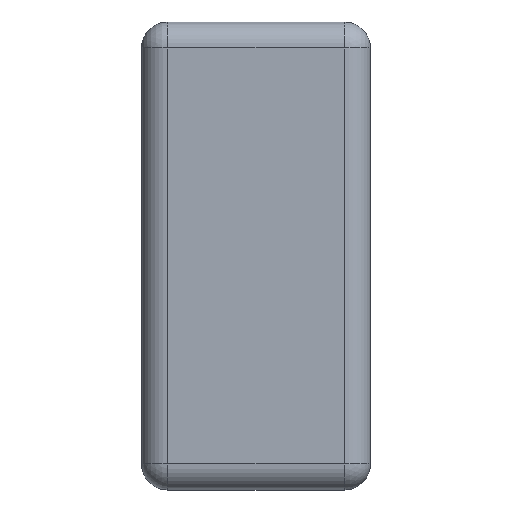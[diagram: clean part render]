
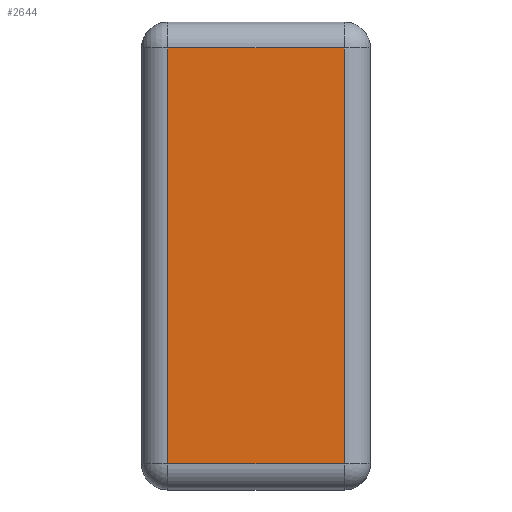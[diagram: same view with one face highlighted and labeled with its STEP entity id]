
A CAD part, left-side view. The second image highlights one B-rep face of the part: STEP entity #2644.
In plain terms, the highlighted face is planar.
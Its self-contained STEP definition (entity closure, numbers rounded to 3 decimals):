
#12 = CARTESIAN_POINT ( 'NONE',  ( 0.1, 0., 0. ) ) ;
#52 = EDGE_CURVE ( 'NONE', #2606, #2581, #852, .T. ) ;
#77 = ORIENTED_EDGE ( 'NONE', *, *, #2399, .T. ) ;
#145 = VERTEX_POINT ( 'NONE', #2640 ) ;
#150 = CARTESIAN_POINT ( 'NONE',  ( 0.1, 0.1, 0. ) ) ;
#255 = CARTESIAN_POINT ( 'NONE',  ( 0.1, 0., -0.1 ) ) ;
#303 = LINE ( 'NONE', #150, #1643 ) ;
#374 = DIRECTION ( 'NONE',  ( -1., 0., 0. ) ) ;
#799 = CARTESIAN_POINT ( 'NONE',  ( 0.1, 0.78, -0.1 ) ) ;
#852 = LINE ( 'NONE', #255, #1691 ) ;
#984 = DIRECTION ( 'NONE',  ( 0., -1., 0. ) ) ;
#1176 = EDGE_CURVE ( 'NONE', #2581, #4113, #303, .T. ) ;
#1186 = DIRECTION ( 'NONE',  ( 0., 0., -1. ) ) ;
#1223 = ORIENTED_EDGE ( 'NONE', *, *, #52, .T. ) ;
#1292 = CARTESIAN_POINT ( 'NONE',  ( 0.1, 0.78, 0. ) ) ;
#1551 = VECTOR ( 'NONE', #3940, 1000. ) ;
#1643 = VECTOR ( 'NONE', #1186, 1000. ) ;
#1672 = DIRECTION ( 'NONE',  ( 0., 0., 1. ) ) ;
#1691 = VECTOR ( 'NONE', #984, 1000. ) ;
#1911 = EDGE_LOOP ( 'NONE', ( #4191, #3516, #77, #1223 ) ) ;
#2121 = LINE ( 'NONE', #2827, #1551 ) ;
#2175 = CARTESIAN_POINT ( 'NONE',  ( 0.1, 0.1, -0.1 ) ) ;
#2222 = CARTESIAN_POINT ( 'NONE',  ( 0.1, 0.1, -1.7 ) ) ;
#2399 = EDGE_CURVE ( 'NONE', #145, #2606, #4357, .T. ) ;
#2563 = VECTOR ( 'NONE', #1672, 1000. ) ;
#2581 = VERTEX_POINT ( 'NONE', #2175 ) ;
#2606 = VERTEX_POINT ( 'NONE', #799 ) ;
#2640 = CARTESIAN_POINT ( 'NONE',  ( 0.1, 0.78, -1.7 ) ) ;
#2644 = ADVANCED_FACE ( 'NONE', ( #4522 ), #4139, .F. ) ;
#2827 = CARTESIAN_POINT ( 'NONE',  ( 0.1, 0., -1.7 ) ) ;
#3516 = ORIENTED_EDGE ( 'NONE', *, *, #4626, .T. ) ;
#3567 = DIRECTION ( 'NONE',  ( 0., 0., 1. ) ) ;
#3859 = AXIS2_PLACEMENT_3D ( 'NONE', #12, #374, #3567 ) ;
#3940 = DIRECTION ( 'NONE',  ( 0., 1., 0. ) ) ;
#4113 = VERTEX_POINT ( 'NONE', #2222 ) ;
#4139 = PLANE ( 'NONE',  #3859 ) ;
#4191 = ORIENTED_EDGE ( 'NONE', *, *, #1176, .T. ) ;
#4357 = LINE ( 'NONE', #1292, #2563 ) ;
#4522 = FACE_OUTER_BOUND ( 'NONE', #1911, .T. ) ;
#4626 = EDGE_CURVE ( 'NONE', #4113, #145, #2121, .T. ) ;
